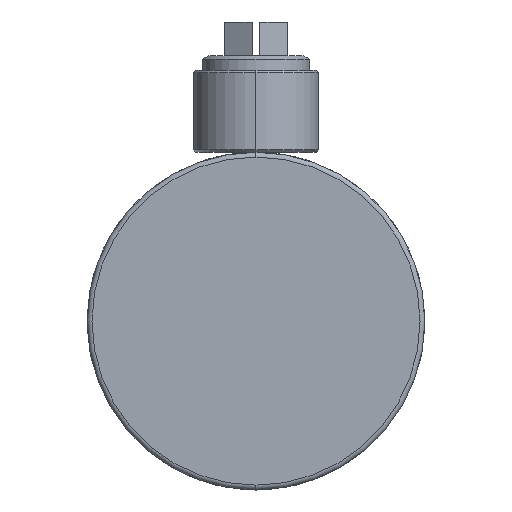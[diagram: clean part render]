
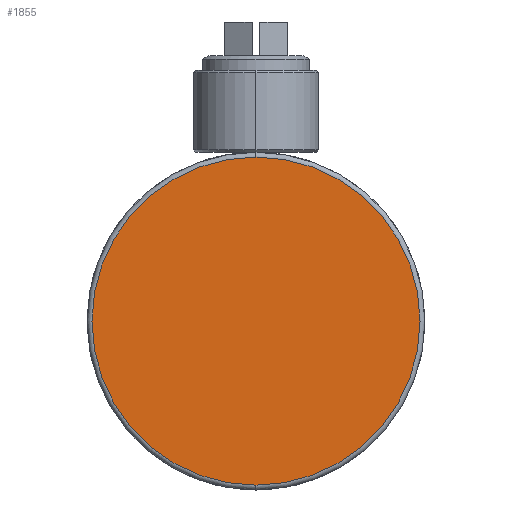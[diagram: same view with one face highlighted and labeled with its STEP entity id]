
A CAD part, left-side view. The second image highlights one B-rep face of the part: STEP entity #1855.
In plain terms, the highlighted planar face has unit normal (-1, 0, 0).
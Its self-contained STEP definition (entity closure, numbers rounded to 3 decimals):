
#211 = FACE_OUTER_BOUND ( 'NONE', #1232, .T. ) ;
#521 = CIRCLE ( 'NONE', #1095, 34. ) ;
#1031 = ORIENTED_EDGE ( 'NONE', *, *, #5967, .T. ) ;
#1095 = AXIS2_PLACEMENT_3D ( 'NONE', #4453, #6277, #8269 ) ;
#1103 = CIRCLE ( 'NONE', #5280, 34. ) ;
#1232 = EDGE_LOOP ( 'NONE', ( #1031, #4944 ) ) ;
#1521 = VERTEX_POINT ( 'NONE', #3665 ) ;
#1855 = ADVANCED_FACE ( 'NONE', ( #211 ), #4187, .T. ) ;
#2031 = DIRECTION ( 'NONE',  ( 0., 0., 1. ) ) ;
#2057 = EDGE_CURVE ( 'NONE', #1521, #5264, #521, .T. ) ;
#2200 = DIRECTION ( 'NONE',  ( -1., 0., 0. ) ) ;
#2231 = CARTESIAN_POINT ( 'NONE',  ( -10., 0., 34. ) ) ;
#2286 = DIRECTION ( 'NONE',  ( 0., 0., 1. ) ) ;
#3665 = CARTESIAN_POINT ( 'NONE',  ( -10., 0., -34. ) ) ;
#4022 = DIRECTION ( 'NONE',  ( -1., 0., 0. ) ) ;
#4187 = PLANE ( 'NONE',  #5606 ) ;
#4453 = CARTESIAN_POINT ( 'NONE',  ( -10., 0., 0. ) ) ;
#4944 = ORIENTED_EDGE ( 'NONE', *, *, #2057, .T. ) ;
#5264 = VERTEX_POINT ( 'NONE', #7829 ) ;
#5280 = AXIS2_PLACEMENT_3D ( 'NONE', #6806, #4022, #2031 ) ;
#5606 = AXIS2_PLACEMENT_3D ( 'NONE', #2231, #2200, #2286 ) ;
#5967 = EDGE_CURVE ( 'NONE', #5264, #1521, #1103, .T. ) ;
#6277 = DIRECTION ( 'NONE',  ( -1., 0., 0. ) ) ;
#6806 = CARTESIAN_POINT ( 'NONE',  ( -10., 0., 0. ) ) ;
#7829 = CARTESIAN_POINT ( 'NONE',  ( -10., 0., 34. ) ) ;
#8269 = DIRECTION ( 'NONE',  ( 0., 0., 1. ) ) ;
